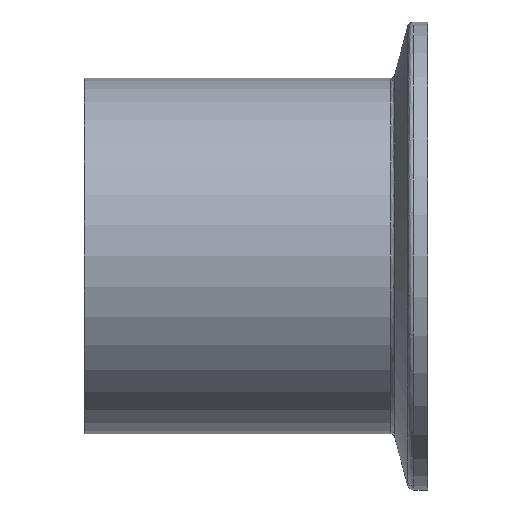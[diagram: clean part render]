
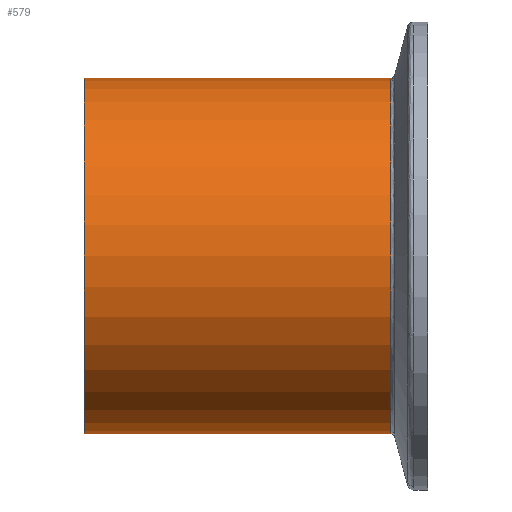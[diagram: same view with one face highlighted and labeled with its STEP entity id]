
A CAD part, front view. The second image highlights one B-rep face of the part: STEP entity #579.
In plain terms, the highlighted cylindrical face has radius 28.5 mm (diameter 57 mm), a full revolution.
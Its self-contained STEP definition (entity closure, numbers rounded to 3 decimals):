
#60 = AXIS2_PLACEMENT_3D ( 'NONE', #795, #347, #413 ) ;
#88 = CARTESIAN_POINT ( 'NONE',  ( 3., 0., 0. ) ) ;
#92 = DIRECTION ( 'NONE',  ( -1., 0., 0. ) ) ;
#102 = FACE_OUTER_BOUND ( 'NONE', #257, .T. ) ;
#133 = VERTEX_POINT ( 'NONE', #800 ) ;
#147 = ORIENTED_EDGE ( 'NONE', *, *, #495, .T. ) ;
#208 = AXIS2_PLACEMENT_3D ( 'NONE', #88, #92, #534 ) ;
#218 = CIRCLE ( 'NONE', #465, 28.5 ) ;
#257 = EDGE_LOOP ( 'NONE', ( #147 ) ) ;
#279 = DIRECTION ( 'NONE',  ( 0., 0., 1. ) ) ;
#347 = DIRECTION ( 'NONE',  ( -1., 0., 0. ) ) ;
#410 = CARTESIAN_POINT ( 'NONE',  ( -52., 0., 28.5 ) ) ;
#413 = DIRECTION ( 'NONE',  ( 0., 0., 1. ) ) ;
#464 = CARTESIAN_POINT ( 'NONE',  ( -52., 0., 0. ) ) ;
#465 = AXIS2_PLACEMENT_3D ( 'NONE', #464, #665, #279 ) ;
#495 = EDGE_CURVE ( 'NONE', #757, #757, #218, .T. ) ;
#534 = DIRECTION ( 'NONE',  ( 0., 0., 1. ) ) ;
#579 = ADVANCED_FACE ( 'NONE', ( #606, #102 ), #815, .T. ) ;
#580 = EDGE_CURVE ( 'NONE', #133, #133, #773, .T. ) ;
#583 = ORIENTED_EDGE ( 'NONE', *, *, #580, .T. ) ;
#606 = FACE_OUTER_BOUND ( 'NONE', #770, .T. ) ;
#665 = DIRECTION ( 'NONE',  ( 1., 0., 0. ) ) ;
#757 = VERTEX_POINT ( 'NONE', #410 ) ;
#770 = EDGE_LOOP ( 'NONE', ( #583 ) ) ;
#773 = CIRCLE ( 'NONE', #60, 28.5 ) ;
#795 = CARTESIAN_POINT ( 'NONE',  ( -2.872, 0., 0. ) ) ;
#800 = CARTESIAN_POINT ( 'NONE',  ( -2.872, 0., 28.5 ) ) ;
#815 = CYLINDRICAL_SURFACE ( 'NONE', #208, 28.5 ) ;
